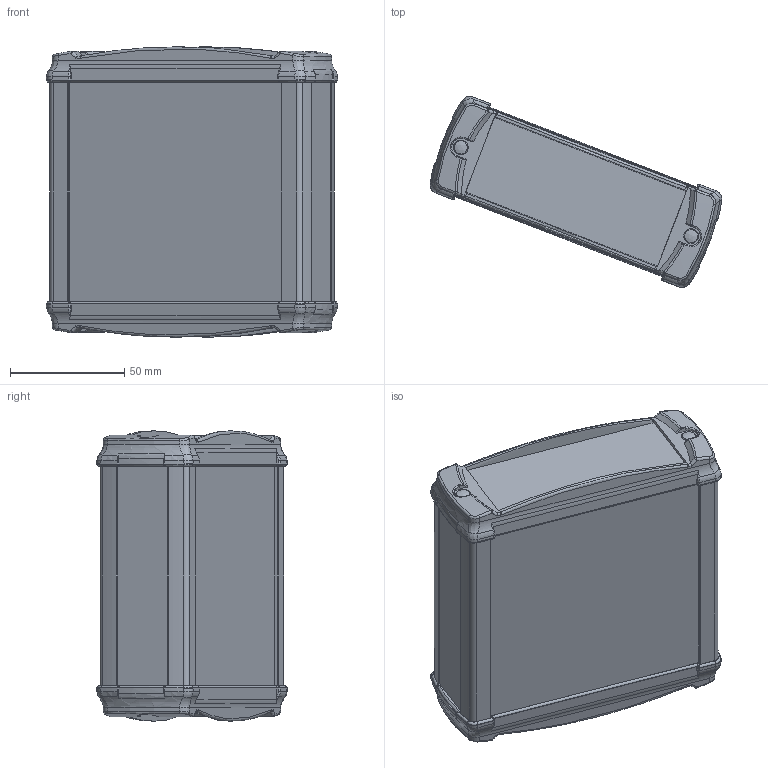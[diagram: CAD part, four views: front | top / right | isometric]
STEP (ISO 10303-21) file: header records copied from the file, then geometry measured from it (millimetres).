
FILE_DESCRIPTION((''),'2;1');
FILE_NAME('83247100.S1_ELPU 1240-0100 D.stp','2010-02-09T16:01:16',('nowak'),(''),'Autodesk Inventor 2010','Autodesk Inventor 2010','');
FILE_SCHEMA(('AUTOMOTIVE_DESIGN { 1 0 10303 214 1 1 1 1 }'));
Length unit declared in the file: millimetre
Products named in the file (5): ELPU 1240-0100 D; ELPU 1240_1009054_3DSYM; ELD 1240_1009058_3D; 1003804_3Dsym; SHR Z KA30X10 WN 1412 MG_3DSYM
Assembly tree (11 placements, depth 2):
  ELPU 1240-0100 D
    ELPU 1240_1009054_3DSYM
    ELD 1240_1009058_3D  x2
    1003804_3Dsym  x4
    SHR Z KA30X10 WN 1412 MG_3DSYM  x4
Bounding box: 127.56 x 83.47 x 127.05 mm (x, y, z)
Volume: 100046.6 mm3; surface area: 98091.2 mm2
Topology: 11 solids, 11 shells, 1616 faces, 4162 edges, 2488 vertices
Faces by surface type: bspline 548, plane 463, cylinder 283, torus 154, cone 152, sphere 16
Full cylindrical faces by diameter (mm): 2 x24, 5.3 x4, 5.6 x4, 6.4 x4
Entity records: 40624 total; most frequent: CARTESIAN_POINT 21281, ORIENTED_EDGE 4216, DIRECTION 3721, EDGE_CURVE 2108, AXIS2_PLACEMENT_3D 1424, VERTEX_POINT 1318, EDGE_LOOP 890, VECTOR 873
